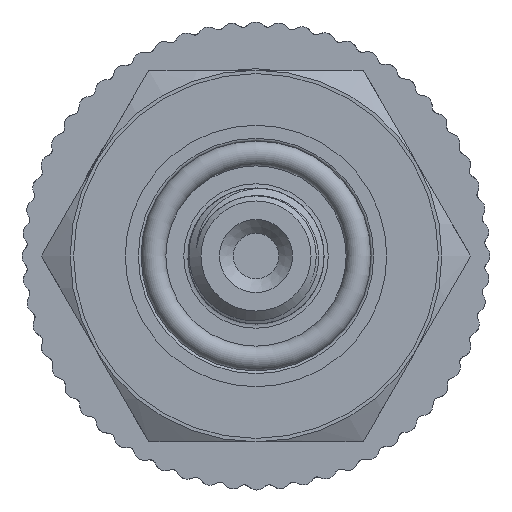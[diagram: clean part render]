
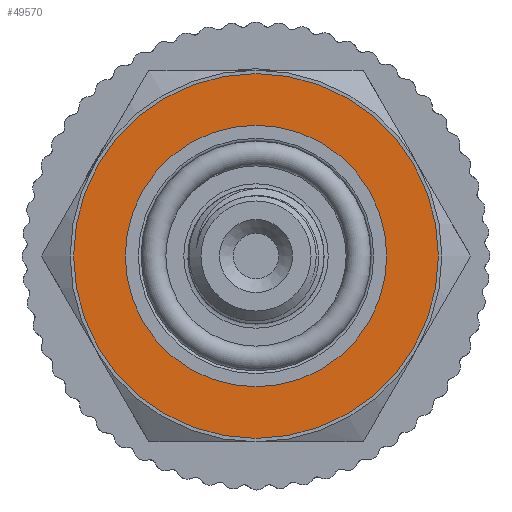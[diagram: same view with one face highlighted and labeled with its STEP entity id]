
A CAD part, left-side view. The second image highlights one B-rep face of the part: STEP entity #49570.
In plain terms, the highlighted planar face has unit normal (-1, 0, 0).
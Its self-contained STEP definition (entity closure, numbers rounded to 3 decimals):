
#147=PLANE('',#52227);
#2957=FACE_BOUND('',#6057,.T.);
#3358=FACE_OUTER_BOUND('',#6056,.T.);
#6056=EDGE_LOOP('',(#34596));
#6057=EDGE_LOOP('',(#34597));
#8559=CIRCLE('',#52211,13.25);
#8568=CIRCLE('',#52226,9.5);
#20349=VERTEX_POINT('',#86570);
#20359=VERTEX_POINT('',#88065);
#25851=EDGE_CURVE('',#20349,#20349,#8559,.T.);
#25871=EDGE_CURVE('',#20359,#20359,#8568,.T.);
#34596=ORIENTED_EDGE('',*,*,#25851,.T.);
#34597=ORIENTED_EDGE('',*,*,#25871,.T.);
#49570=ADVANCED_FACE('',(#3358,#2957),#147,.T.);
#52211=AXIS2_PLACEMENT_3D('',#86571,#56943,#56944);
#52226=AXIS2_PLACEMENT_3D('',#88066,#56976,#56977);
#52227=AXIS2_PLACEMENT_3D('',#88068,#56979,#56980);
#56943=DIRECTION('center_axis',(-1.,0.,0.));
#56944=DIRECTION('ref_axis',(0.,1.,0.));
#56976=DIRECTION('center_axis',(1.,0.,0.));
#56977=DIRECTION('ref_axis',(0.,0.,-1.));
#56979=DIRECTION('center_axis',(-1.,0.,0.));
#56980=DIRECTION('ref_axis',(0.,0.,1.));
#86570=CARTESIAN_POINT('',(-48.,-13.25,0.));
#86571=CARTESIAN_POINT('Origin',(-48.,0.,0.));
#88065=CARTESIAN_POINT('',(-48.,-9.5,0.));
#88066=CARTESIAN_POINT('Origin',(-48.,0.,0.));
#88068=CARTESIAN_POINT('Origin',(-48.,13.5,0.));
